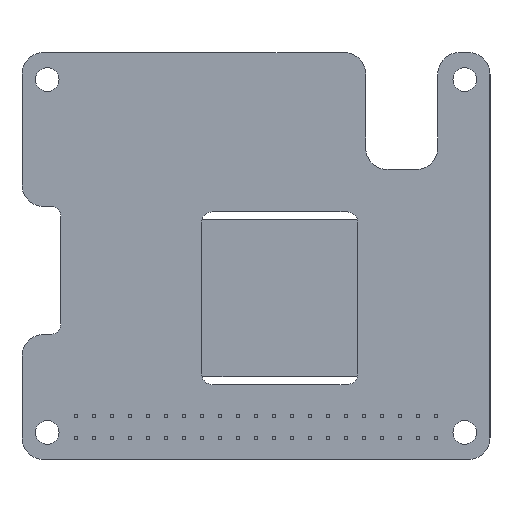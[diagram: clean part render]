
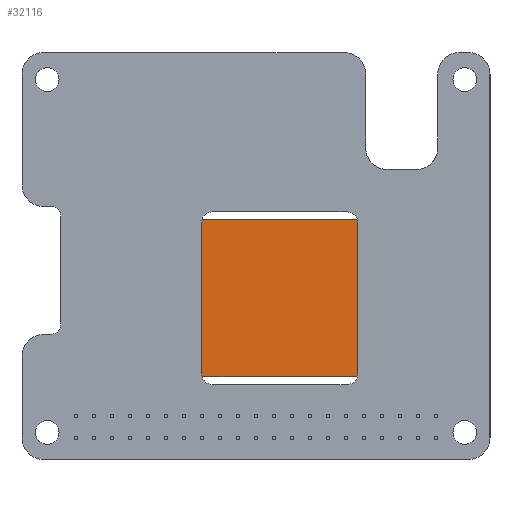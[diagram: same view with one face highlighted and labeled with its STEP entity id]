
A CAD part, front view. The second image highlights one B-rep face of the part: STEP entity #32116.
In plain terms, the highlighted face is planar.
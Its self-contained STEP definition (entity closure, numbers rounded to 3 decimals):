
#236=CIRCLE('',#33445,1.5);
#3850=FACE_OUTER_BOUND('',#5818,.T.);
#5818=EDGE_LOOP('',(#28551,#28552,#28553,#28554,#28555,#28556,#28557,#28558,
#28559,#28560));
#8891=LINE('',#57530,#12241);
#8894=LINE('',#57536,#12244);
#8897=LINE('',#57542,#12247);
#8901=LINE('',#57554,#12251);
#8904=LINE('',#57560,#12254);
#8907=LINE('',#57566,#12257);
#8910=LINE('',#57572,#12260);
#8913=LINE('',#57578,#12263);
#8916=LINE('',#57582,#12266);
#12241=VECTOR('',#38460,10.);
#12244=VECTOR('',#38465,10.);
#12247=VECTOR('',#38470,10.);
#12251=VECTOR('',#38482,10.);
#12254=VECTOR('',#38487,10.);
#12257=VECTOR('',#38492,10.);
#12260=VECTOR('',#38497,10.);
#12263=VECTOR('',#38502,10.);
#12266=VECTOR('',#38507,10.);
#15463=VERTEX_POINT('',#57527);
#15464=VERTEX_POINT('',#57529);
#15466=VERTEX_POINT('',#57535);
#15468=VERTEX_POINT('',#57541);
#15470=VERTEX_POINT('',#57547);
#15472=VERTEX_POINT('',#57553);
#15474=VERTEX_POINT('',#57559);
#15476=VERTEX_POINT('',#57565);
#15478=VERTEX_POINT('',#57571);
#15480=VERTEX_POINT('',#57577);
#19869=EDGE_CURVE('',#15464,#15463,#8891,.T.);
#19872=EDGE_CURVE('',#15466,#15464,#8894,.T.);
#19875=EDGE_CURVE('',#15468,#15466,#8897,.T.);
#19878=EDGE_CURVE('',#15470,#15468,#236,.T.);
#19881=EDGE_CURVE('',#15472,#15470,#8901,.T.);
#19884=EDGE_CURVE('',#15474,#15472,#8904,.T.);
#19887=EDGE_CURVE('',#15476,#15474,#8907,.T.);
#19890=EDGE_CURVE('',#15478,#15476,#8910,.T.);
#19893=EDGE_CURVE('',#15480,#15478,#8913,.T.);
#19896=EDGE_CURVE('',#15463,#15480,#8916,.T.);
#28551=ORIENTED_EDGE('',*,*,#19896,.T.);
#28552=ORIENTED_EDGE('',*,*,#19893,.T.);
#28553=ORIENTED_EDGE('',*,*,#19890,.T.);
#28554=ORIENTED_EDGE('',*,*,#19887,.T.);
#28555=ORIENTED_EDGE('',*,*,#19884,.T.);
#28556=ORIENTED_EDGE('',*,*,#19881,.T.);
#28557=ORIENTED_EDGE('',*,*,#19878,.T.);
#28558=ORIENTED_EDGE('',*,*,#19875,.T.);
#28559=ORIENTED_EDGE('',*,*,#19872,.T.);
#28560=ORIENTED_EDGE('',*,*,#19869,.T.);
#30400=PLANE('',#33453);
#32116=ADVANCED_FACE('',(#3850),#30400,.F.);
#33445=AXIS2_PLACEMENT_3D('',#57548,#38476,#38477);
#33453=AXIS2_PLACEMENT_3D('',#57584,#38510,#38511);
#38460=DIRECTION('',(0.,-1.,0.));
#38465=DIRECTION('',(1.,0.,0.));
#38470=DIRECTION('',(0.,1.,0.));
#38476=DIRECTION('center_axis',(0.,0.,1.));
#38477=DIRECTION('ref_axis',(0.,-1.,0.));
#38482=DIRECTION('',(0.,1.,0.));
#38487=DIRECTION('',(-1.,0.,0.));
#38492=DIRECTION('',(0.,-1.,0.));
#38497=DIRECTION('',(-1.,0.,0.));
#38502=DIRECTION('',(0.,-1.,0.));
#38507=DIRECTION('',(1.,0.,0.));
#38510=DIRECTION('center_axis',(0.,0.,1.));
#38511=DIRECTION('ref_axis',(1.,0.,0.));
#57527=CARTESIAN_POINT('',(-11.107,25.564,-1.));
#57529=CARTESIAN_POINT('',(-11.107,26.364,-1.));
#57530=CARTESIAN_POINT('',(-11.107,26.364,-1.));
#57535=CARTESIAN_POINT('',(-47.907,26.364,-1.));
#57536=CARTESIAN_POINT('',(-47.907,26.364,-1.));
#57541=CARTESIAN_POINT('',(-47.907,16.964,-1.));
#57542=CARTESIAN_POINT('',(-47.907,16.964,-1.));
#57547=CARTESIAN_POINT('',(-47.907,13.964,-1.));
#57548=CARTESIAN_POINT('Origin',(-47.907,15.464,-1.));
#57553=CARTESIAN_POINT('',(-47.907,4.564,-1.));
#57554=CARTESIAN_POINT('',(-47.907,4.564,-1.));
#57559=CARTESIAN_POINT('',(-11.107,4.564,-1.));
#57560=CARTESIAN_POINT('',(-11.107,4.564,-1.));
#57565=CARTESIAN_POINT('',(-11.107,5.364,-1.));
#57566=CARTESIAN_POINT('',(-11.107,5.364,-1.));
#57571=CARTESIAN_POINT('',(-5.907,5.364,-1.));
#57572=CARTESIAN_POINT('',(-5.907,5.364,-1.));
#57577=CARTESIAN_POINT('',(-5.907,25.564,-1.));
#57578=CARTESIAN_POINT('',(-5.907,25.564,-1.));
#57582=CARTESIAN_POINT('',(-5.907,25.564,-1.));
#57584=CARTESIAN_POINT('Origin',(-26.907,15.464,-1.));
